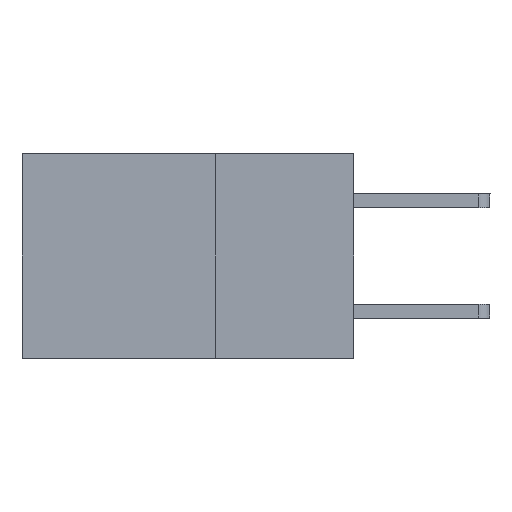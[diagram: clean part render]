
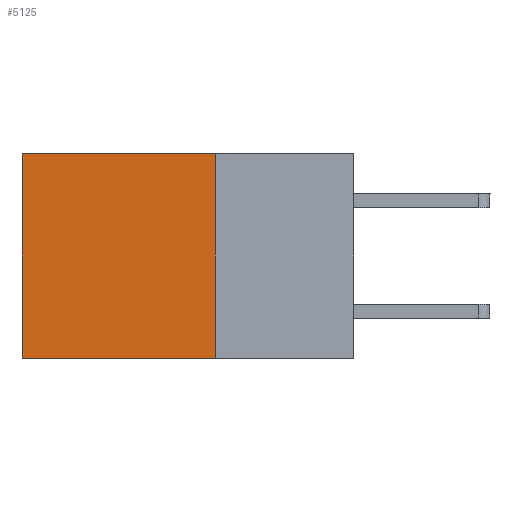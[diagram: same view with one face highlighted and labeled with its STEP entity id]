
A CAD part, left-side view. The second image highlights one B-rep face of the part: STEP entity #5125.
In plain terms, the highlighted planar face has unit normal (-1, 0, 0).
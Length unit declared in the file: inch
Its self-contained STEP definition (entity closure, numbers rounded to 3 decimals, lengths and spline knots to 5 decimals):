
#267 = EDGE_CURVE ( 'NONE', #13832, #8040, #5828, .T. ) ;
#1320 = DIRECTION ( 'NONE',  ( 0., 1., 0. ) ) ;
#1761 = DIRECTION ( 'NONE',  ( 0., 0., -1. ) ) ;
#1840 = CARTESIAN_POINT ( 'NONE',  ( 0.2875, 0.25, 0. ) ) ;
#1952 = CARTESIAN_POINT ( 'NONE',  ( 0.2875, 0.25, 0. ) ) ;
#2274 = VERTEX_POINT ( 'NONE', #9245 ) ;
#3318 = CARTESIAN_POINT ( 'NONE',  ( 0.2875, 0.6, 0. ) ) ;
#3353 = PLANE ( 'NONE',  #14395 ) ;
#3404 = DIRECTION ( 'NONE',  ( 1., 0., 0. ) ) ;
#3617 = CARTESIAN_POINT ( 'NONE',  ( 0.2875, 0.25, -0.37 ) ) ;
#3716 = LINE ( 'NONE', #4279, #9227 ) ;
#3744 = CARTESIAN_POINT ( 'NONE',  ( 0.2875, 0.25, -0.37 ) ) ;
#4061 = ORIENTED_EDGE ( 'NONE', *, *, #13657, .F. ) ;
#4204 = DIRECTION ( 'NONE',  ( 0., 1., 0. ) ) ;
#4279 = CARTESIAN_POINT ( 'NONE',  ( 0.2875, 0.6, 0. ) ) ;
#4340 = DIRECTION ( 'NONE',  ( 0., 0., -1. ) ) ;
#5125 = ADVANCED_FACE ( 'NONE', ( #11539 ), #3353, .F. ) ;
#5828 = LINE ( 'NONE', #1952, #13704 ) ;
#6341 = ORIENTED_EDGE ( 'NONE', *, *, #13480, .T. ) ;
#7291 = EDGE_LOOP ( 'NONE', ( #9932, #4061, #9679, #6341 ) ) ;
#8040 = VERTEX_POINT ( 'NONE', #3744 ) ;
#8135 = VECTOR ( 'NONE', #1320, 39.37008 ) ;
#9227 = VECTOR ( 'NONE', #1761, 39.37008 ) ;
#9245 = CARTESIAN_POINT ( 'NONE',  ( 0.2875, 0.6, -0.37 ) ) ;
#9679 = ORIENTED_EDGE ( 'NONE', *, *, #267, .F. ) ;
#9932 = ORIENTED_EDGE ( 'NONE', *, *, #14749, .T. ) ;
#10895 = VECTOR ( 'NONE', #4204, 39.37008 ) ;
#10903 = CARTESIAN_POINT ( 'NONE',  ( 0.2875, 0.25, 0. ) ) ;
#11502 = DIRECTION ( 'NONE',  ( 0., 0., -1. ) ) ;
#11524 = VERTEX_POINT ( 'NONE', #3318 ) ;
#11539 = FACE_OUTER_BOUND ( 'NONE', #7291, .T. ) ;
#11608 = LINE ( 'NONE', #3617, #8135 ) ;
#12538 = LINE ( 'NONE', #1840, #10895 ) ;
#13480 = EDGE_CURVE ( 'NONE', #13832, #11524, #12538, .T. ) ;
#13657 = EDGE_CURVE ( 'NONE', #8040, #2274, #11608, .T. ) ;
#13704 = VECTOR ( 'NONE', #4340, 39.37008 ) ;
#13832 = VERTEX_POINT ( 'NONE', #10903 ) ;
#13835 = CARTESIAN_POINT ( 'NONE',  ( 0.2875, 0.25, 0. ) ) ;
#14395 = AXIS2_PLACEMENT_3D ( 'NONE', #13835, #3404, #11502 ) ;
#14749 = EDGE_CURVE ( 'NONE', #11524, #2274, #3716, .T. ) ;
